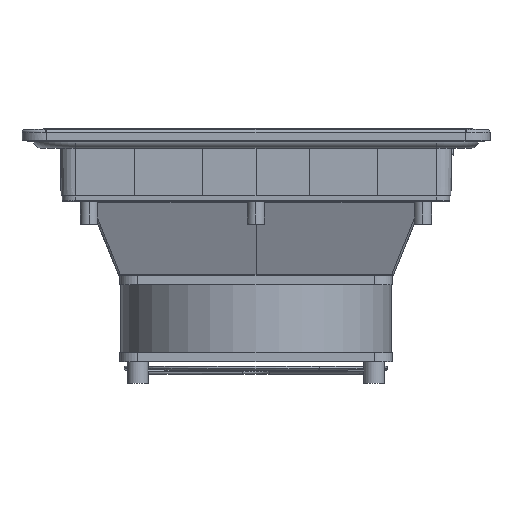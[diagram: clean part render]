
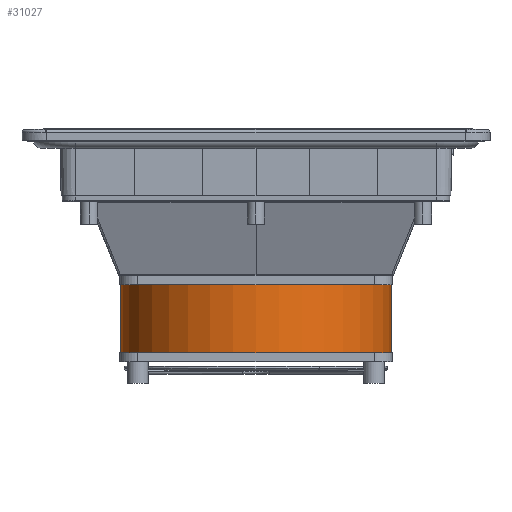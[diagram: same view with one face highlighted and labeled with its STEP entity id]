
A CAD part, front view. The second image highlights one B-rep face of the part: STEP entity #31027.
In plain terms, the highlighted cylindrical face has radius 59.5 mm (diameter 119 mm), a partial arc.
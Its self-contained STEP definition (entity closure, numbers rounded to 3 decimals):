
#30553=CARTESIAN_POINT('Vertex',(-59.5,0.,-41.5)) ;
#30558=CARTESIAN_POINT('Axis2P3D Location',(0.,0.,-41.5)) ;
#30562=CARTESIAN_POINT('Vertex',(59.5,0.,-41.5)) ;
#30728=CARTESIAN_POINT('Vertex',(59.5,0.,-71.5)) ;
#30731=CARTESIAN_POINT('Axis2P3D Location',(0.,0.,-71.5)) ;
#30735=CARTESIAN_POINT('Vertex',(-59.5,0.,-71.5)) ;
#30994=CARTESIAN_POINT('Axis2P3D Location',(0.,0.,-58.5)) ;
#30999=CARTESIAN_POINT('Line Origine',(-59.5,0.,-63.91)) ;
#31016=CARTESIAN_POINT('Line Origine',(59.5,0.,-63.91)) ;
#30559=DIRECTION('Axis2P3D Direction',(0.,0.,-1.)) ;
#30732=DIRECTION('Axis2P3D Direction',(0.,0.,-1.)) ;
#30995=DIRECTION('Axis2P3D Direction',(0.,0.,-1.)) ;
#30996=DIRECTION('Axis2P3D XDirection',(1.,0.,0.)) ;
#31000=DIRECTION('Vector Direction',(0.,0.,-1.)) ;
#31017=DIRECTION('Vector Direction',(0.,0.,-1.)) ;
#30560=AXIS2_PLACEMENT_3D('Circle Axis2P3D',#30558,#30559,$) ;
#30733=AXIS2_PLACEMENT_3D('Circle Axis2P3D',#30731,#30732,$) ;
#30997=AXIS2_PLACEMENT_3D('Cylinder Axis2P3D',#30994,#30995,#30996) ;
#31022=ORIENTED_EDGE('',*,*,#31020,.F.) ;
#31023=ORIENTED_EDGE('',*,*,#30564,.T.) ;
#31024=ORIENTED_EDGE('',*,*,#31003,.T.) ;
#31025=ORIENTED_EDGE('',*,*,#30737,.F.) ;
#31001=VECTOR('Line Direction',#31000,1.) ;
#31018=VECTOR('Line Direction',#31017,1.) ;
#31027=ADVANCED_FACE('6B',(#31026),#30998,.T.) ;
#30561=CIRCLE('generated circle',#30560,59.5) ;
#30734=CIRCLE('generated circle',#30733,59.5) ;
#30998=CYLINDRICAL_SURFACE('generated cylinder',#30997,59.5) ;
#30564=EDGE_CURVE('',#30563,#30554,#30561,.T.) ;
#30737=EDGE_CURVE('',#30729,#30736,#30734,.T.) ;
#31003=EDGE_CURVE('',#30554,#30736,#31002,.T.) ;
#31020=EDGE_CURVE('',#30563,#30729,#31019,.T.) ;
#31021=EDGE_LOOP('',(#31022,#31023,#31024,#31025)) ;
#31026=FACE_OUTER_BOUND('',#31021,.T.) ;
#31002=LINE('Line',#30999,#31001) ;
#31019=LINE('Line',#31016,#31018) ;
#30554=VERTEX_POINT('',#30553) ;
#30563=VERTEX_POINT('',#30562) ;
#30729=VERTEX_POINT('',#30728) ;
#30736=VERTEX_POINT('',#30735) ;
